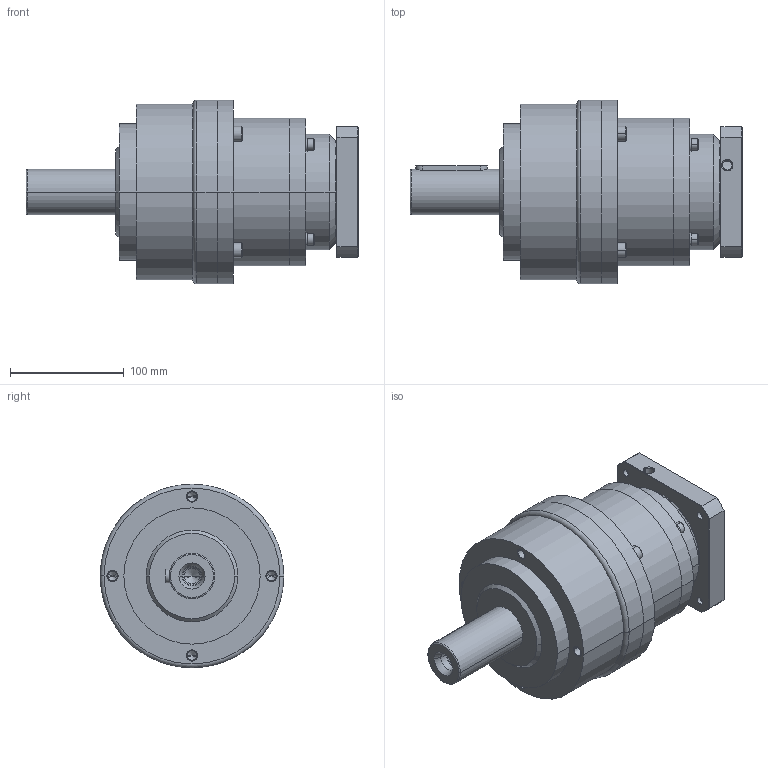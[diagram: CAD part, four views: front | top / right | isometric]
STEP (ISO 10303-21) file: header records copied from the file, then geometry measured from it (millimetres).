
FILE_DESCRIPTION((''),'2;1');
FILE_NAME('AE1552-P0403401001_ASM','2008-09-11T',('d00080'),(''),'PRO/ENGINEER BY PARAMETRIC TECHNOLOGY CORPORATION, 2006170','PRO/ENGINEER BY PARAMETRIC TECHNOLOGY CORPORATION, 2006170','');
FILE_SCHEMA(('CONFIG_CONTROL_DESIGN'));
Length unit declared in the file: millimetre
Products named in the file (10): AE155-2; P245; 220120803; RG-SET3-5_ASM; P1302400001; 233100004; 220100703; COVER-SET-4_ASM; P0403401001; AE1552-P0403401001_ASM
Assembly tree (18 placements, depth 3):
  AE1552-P0403401001_ASM
    AE155-2
    RG-SET3-5_ASM
      P245
      220120803  x4
    COVER-SET-4_ASM
      P1302400001
      233100004  x4
      220100703  x4
    P0403401001
Bounding box: 292.5 x 162 x 162 mm (x, y, z)
Volume: 3121392.7 mm3; surface area: 277115.4 mm2
Topology: 16 solids, 26 shells, 529 faces, 1160 edges, 701 vertices
Faces by surface type: cylinder 219, plane 192, cone 86, torus 32
Entity records: 9585 total; most frequent: DIRECTION 1796, CARTESIAN_POINT 1773, ORIENTED_EDGE 1396, AXIS2_PLACEMENT_3D 748, EDGE_CURVE 718, VERTEX_POINT 449, EDGE_LOOP 401, CIRCLE 383
